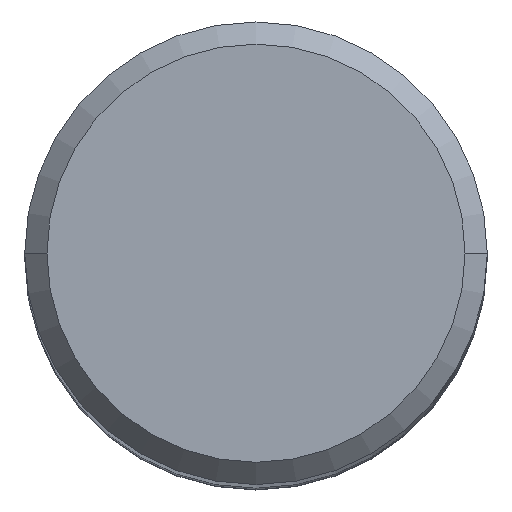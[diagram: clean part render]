
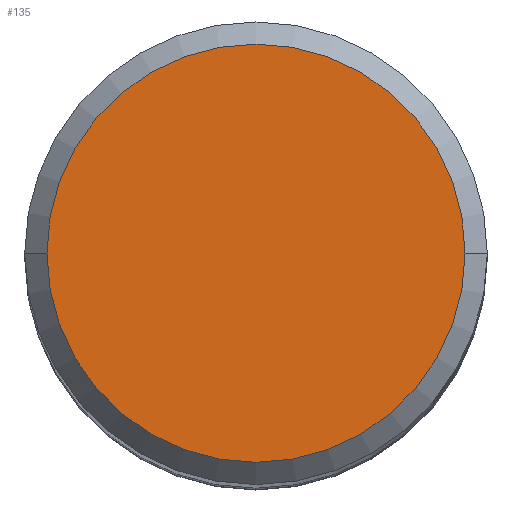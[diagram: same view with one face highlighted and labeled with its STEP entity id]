
A CAD part, top view. The second image highlights one B-rep face of the part: STEP entity #135.
In plain terms, the highlighted planar face has unit normal (0, 0, 1).
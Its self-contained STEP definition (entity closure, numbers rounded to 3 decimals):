
#30=PLANE('',#974);
#135=ADVANCED_FACE('',(#194),#30,.F.);
#194=FACE_OUTER_BOUND('',#242,.T.);
#242=EDGE_LOOP('',(#403,#404,#405,#406));
#403=ORIENTED_EDGE('',*,*,#593,.F.);
#404=ORIENTED_EDGE('',*,*,#592,.F.);
#405=ORIENTED_EDGE('',*,*,#594,.F.);
#406=ORIENTED_EDGE('',*,*,#595,.F.);
#499=VERTEX_POINT('',#2040);
#500=VERTEX_POINT('',#2042);
#501=VERTEX_POINT('',#2044);
#502=VERTEX_POINT('',#2048);
#592=EDGE_CURVE('',#500,#501,#711,.T.);
#593=EDGE_CURVE('',#501,#499,#712,.T.);
#594=EDGE_CURVE('',#502,#500,#713,.T.);
#595=EDGE_CURVE('',#499,#502,#714,.T.);
#711=CIRCLE('',#969,11.3);
#712=CIRCLE('',#970,11.3);
#713=CIRCLE('',#972,11.3);
#714=CIRCLE('',#973,11.3);
#969=AXIS2_PLACEMENT_3D('',#2043,#1193,#1194);
#970=AXIS2_PLACEMENT_3D('',#2045,#1195,#1196);
#972=AXIS2_PLACEMENT_3D('',#2047,#1199,#1200);
#973=AXIS2_PLACEMENT_3D('',#2049,#1201,#1202);
#974=AXIS2_PLACEMENT_3D('',#2050,#1203,#1204);
#1193=DIRECTION('',(0.,0.,-1.));
#1194=DIRECTION('',(-1.,0.,0.));
#1195=DIRECTION('',(0.,0.,-1.));
#1196=DIRECTION('',(0.,1.,0.));
#1199=DIRECTION('',(0.,0.,-1.));
#1200=DIRECTION('',(0.,-1.,0.));
#1201=DIRECTION('',(0.,0.,-1.));
#1202=DIRECTION('',(1.,0.,0.));
#1203=DIRECTION('',(0.,0.,-1.));
#1204=DIRECTION('',(-1.,0.,0.));
#2040=CARTESIAN_POINT('',(11.3,0.,0.));
#2042=CARTESIAN_POINT('',(-11.3,0.,0.));
#2043=CARTESIAN_POINT('',(0.,0.,0.));
#2044=CARTESIAN_POINT('',(0.,11.3,0.));
#2045=CARTESIAN_POINT('',(0.,0.,0.));
#2047=CARTESIAN_POINT('',(0.,0.,0.));
#2048=CARTESIAN_POINT('',(0.,-11.3,0.));
#2049=CARTESIAN_POINT('',(0.,0.,0.));
#2050=CARTESIAN_POINT('',(0.,0.,0.));
